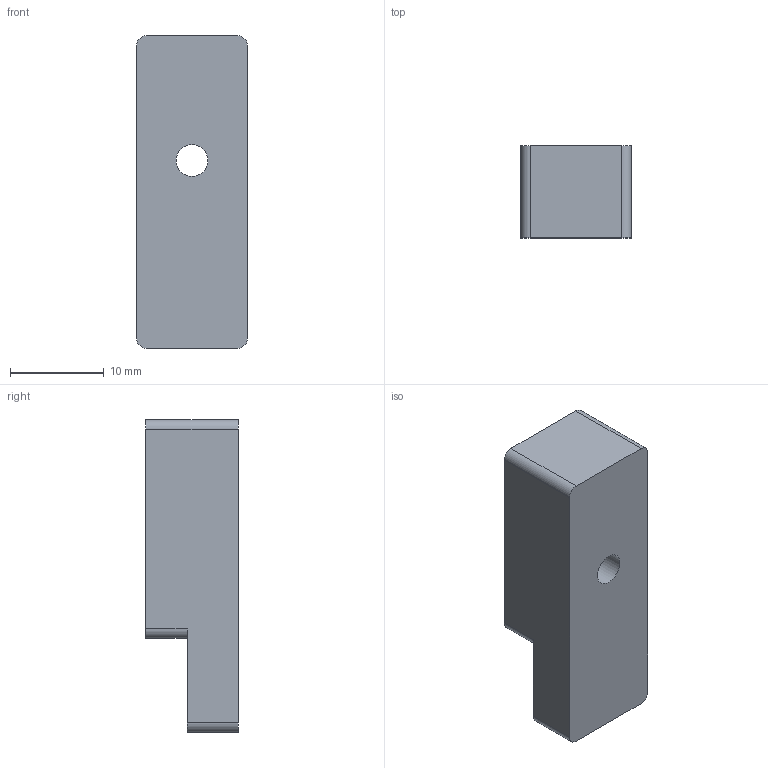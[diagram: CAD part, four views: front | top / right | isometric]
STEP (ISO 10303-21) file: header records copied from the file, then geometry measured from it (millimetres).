
FILE_DESCRIPTION(('FreeCAD Model'),'2;1');
FILE_NAME('Open CASCADE Shape Model','2024-08-08T23:51:10',(''),(''), 'Open CASCADE STEP processor 7.7','Ondsel','Unknown');
FILE_SCHEMA(('AUTOMOTIVE_DESIGN { 1 0 10303 214 1 1 1 1 }'));
Length unit declared in the file: millimetre
Products named in the file (1): BE_Spacer-Body
Bounding box: 11.8 x 9.85 x 33.3 mm (x, y, z)
Volume: 3217.4 mm3; surface area: 1669.3 mm2
Topology: 1 solids, 1 shells, 18 faces, 46 edges, 31 vertices
Faces by surface type: plane 9, cylinder 8, cone 1
Full cylindrical faces by diameter (mm): 3.4 x1, 4.5 x1
Entity records: 581 total; most frequent: DIRECTION 101, CARTESIAN_POINT 96, ORIENTED_EDGE 92, EDGE_CURVE 46, AXIS2_PLACEMENT_3D 36, VERTEX_POINT 31, LINE 29, VECTOR 29
